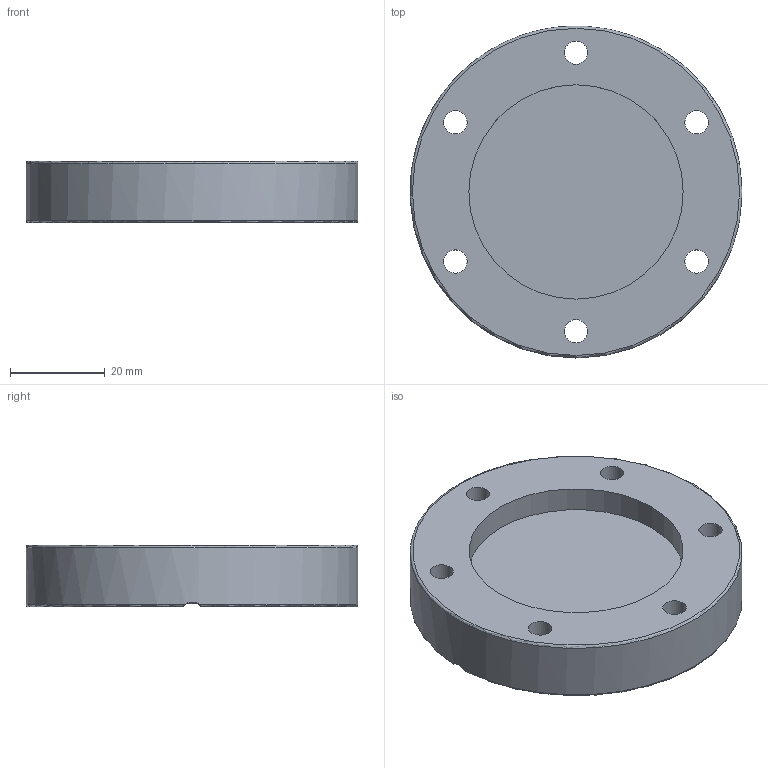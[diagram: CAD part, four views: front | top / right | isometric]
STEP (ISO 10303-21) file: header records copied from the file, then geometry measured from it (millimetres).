
FILE_DESCRIPTION((''),'2;1');
FILE_NAME('F35RT-316LNS.stp','2009-03-13T08:26:07',('hasers'),(''),'Autodesk Inventor 2008','Autodesk Inventor 2008','');
FILE_SCHEMA(('AUTOMOTIVE_DESIGN { 1 0 10303 214 1 1 1 1 }'));
Length unit declared in the file: millimetre
Products named in the file (4): F35RT-316LNS; i-F35RTT-316LNS; CF-R [Subject [Summary]=-316LNS][Title [Summary]=F35ROT]; CF-R [Subject [Summary]=-316LNS][Title [Summary]=F35RI]
Assembly tree (3 placements, depth 3):
  F35RT-316LNS
    i-F35RTT-316LNS
      CF-R [Subject [Summary]=-316LNS][Title [Summary]=F35ROT]
      CF-R [Subject [Summary]=-316LNS][Title [Summary]=F35RI]
Bounding box: 70 x 70 x 13 mm (x, y, z)
Volume: 37433.8 mm3; surface area: 14755.4 mm2
Topology: 2 solids, 2 shells, 29 faces, 75 edges, 50 vertices
Faces by surface type: bspline 10, torus 6, cylinder 5, plane 5, cone 3
Full cylindrical faces by diameter (mm): 48.1 x1, 48.9 x1, 70 x1
Entity records: 1061 total; most frequent: CARTESIAN_POINT 392, DIRECTION 122, ORIENTED_EDGE 90, EDGE_LOOP 62, AXIS2_PLACEMENT_3D 59, EDGE_CURVE 45, VERTEX_POINT 39, CIRCLE 33
